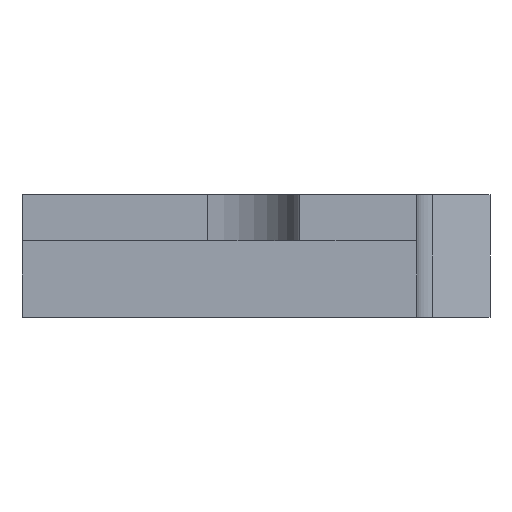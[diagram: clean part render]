
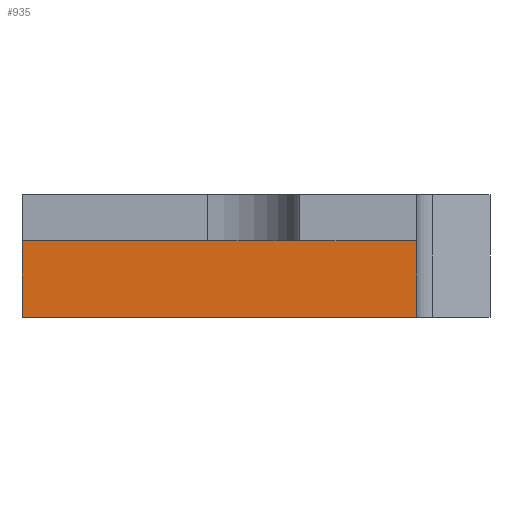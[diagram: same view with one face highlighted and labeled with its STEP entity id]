
A CAD part, front view. The second image highlights one B-rep face of the part: STEP entity #935.
In plain terms, the highlighted planar face has unit normal (0, -1, 0).
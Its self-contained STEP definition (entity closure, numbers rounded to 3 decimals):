
#22 = VERTEX_POINT('',#23);
#23 = CARTESIAN_POINT('',(53.294,-33.182,-8.));
#32 = PLANE('',#33);
#33 = AXIS2_PLACEMENT_3D('',#34,#35,#36);
#34 = CARTESIAN_POINT('',(45.088,-10.716,-8.));
#35 = DIRECTION('',(0.,0.,-1.));
#36 = DIRECTION('',(0.,-1.,0.));
#44 = PLANE('',#45);
#45 = AXIS2_PLACEMENT_3D('',#46,#47,#48);
#46 = CARTESIAN_POINT('',(53.294,-35.692,-2.749));
#47 = DIRECTION('',(1.,0.,0.));
#48 = DIRECTION('',(0.,1.,0.));
#56 = EDGE_CURVE('',#57,#22,#59,.T.);
#57 = VERTEX_POINT('',#58);
#58 = CARTESIAN_POINT('',(27.605,-33.182,-8.));
#59 = SURFACE_CURVE('',#60,(#64,#71),.PCURVE_S1.);
#60 = LINE('',#61,#62);
#61 = CARTESIAN_POINT('',(21.354,-33.182,-8.));
#62 = VECTOR('',#63,1.);
#63 = DIRECTION('',(1.,0.,0.));
#64 = PCURVE('',#32,#65);
#65 = DEFINITIONAL_REPRESENTATION('',(#66),#70);
#66 = LINE('',#67,#68);
#67 = CARTESIAN_POINT('',(22.466,23.734));
#68 = VECTOR('',#69,1.);
#69 = DIRECTION('',(-0.,-1.));
#70 = ( GEOMETRIC_REPRESENTATION_CONTEXT(2) 
PARAMETRIC_REPRESENTATION_CONTEXT() REPRESENTATION_CONTEXT('2D SPACE',''
  ) );
#71 = PCURVE('',#72,#77);
#72 = PLANE('',#73);
#73 = AXIS2_PLACEMENT_3D('',#74,#75,#76);
#74 = CARTESIAN_POINT('',(21.354,-33.182,-8.));
#75 = DIRECTION('',(0.,1.,0.));
#76 = DIRECTION('',(1.,0.,0.));
#77 = DEFINITIONAL_REPRESENTATION('',(#78),#82);
#78 = LINE('',#79,#80);
#79 = CARTESIAN_POINT('',(0.,0.));
#80 = VECTOR('',#81,1.);
#81 = DIRECTION('',(1.,0.));
#82 = ( GEOMETRIC_REPRESENTATION_CONTEXT(2) 
PARAMETRIC_REPRESENTATION_CONTEXT() REPRESENTATION_CONTEXT('2D SPACE',''
  ) );
#100 = PLANE('',#101);
#101 = AXIS2_PLACEMENT_3D('',#102,#103,#104);
#102 = CARTESIAN_POINT('',(27.605,-23.459,-3.627));
#103 = DIRECTION('',(-1.,-0.,-0.));
#104 = DIRECTION('',(0.,0.,-1.));
#836 = VERTEX_POINT('',#837);
#837 = CARTESIAN_POINT('',(53.294,-33.182,-3.));
#851 = PLANE('',#852);
#852 = AXIS2_PLACEMENT_3D('',#853,#854,#855);
#853 = CARTESIAN_POINT('',(41.017,-45.912,-3.));
#854 = DIRECTION('',(0.,0.,-1.));
#855 = DIRECTION('',(0.,-1.,0.));
#862 = EDGE_CURVE('',#22,#836,#863,.T.);
#863 = SURFACE_CURVE('',#864,(#868,#875),.PCURVE_S1.);
#864 = LINE('',#865,#866);
#865 = CARTESIAN_POINT('',(53.294,-33.182,-4.));
#866 = VECTOR('',#867,1.);
#867 = DIRECTION('',(0.,0.,1.));
#868 = PCURVE('',#44,#869);
#869 = DEFINITIONAL_REPRESENTATION('',(#870),#874);
#870 = LINE('',#871,#872);
#871 = CARTESIAN_POINT('',(2.51,-1.251));
#872 = VECTOR('',#873,1.);
#873 = DIRECTION('',(0.,1.));
#874 = ( GEOMETRIC_REPRESENTATION_CONTEXT(2) 
PARAMETRIC_REPRESENTATION_CONTEXT() REPRESENTATION_CONTEXT('2D SPACE',''
  ) );
#875 = PCURVE('',#72,#876);
#876 = DEFINITIONAL_REPRESENTATION('',(#877),#880);
#877 = B_SPLINE_CURVE_WITH_KNOTS('',1,(#878,#879),.UNSPECIFIED.,.F.,.F.,
  (2,2),(-4.5,1.5),.PIECEWISE_BEZIER_KNOTS.);
#878 = CARTESIAN_POINT('',(31.94,0.5));
#879 = CARTESIAN_POINT('',(31.94,-5.5));
#880 = ( GEOMETRIC_REPRESENTATION_CONTEXT(2) 
PARAMETRIC_REPRESENTATION_CONTEXT() REPRESENTATION_CONTEXT('2D SPACE',''
  ) );
#935 = ADVANCED_FACE('',(#936),#72,.F.);
#936 = FACE_BOUND('',#937,.F.);
#937 = EDGE_LOOP('',(#938,#939,#961,#982));
#938 = ORIENTED_EDGE('',*,*,#56,.F.);
#939 = ORIENTED_EDGE('',*,*,#940,.F.);
#940 = EDGE_CURVE('',#941,#57,#943,.T.);
#941 = VERTEX_POINT('',#942);
#942 = CARTESIAN_POINT('',(27.605,-33.182,-3.));
#943 = SURFACE_CURVE('',#944,(#948,#954),.PCURVE_S1.);
#944 = LINE('',#945,#946);
#945 = CARTESIAN_POINT('',(27.605,-33.182,-4.));
#946 = VECTOR('',#947,1.);
#947 = DIRECTION('',(0.,0.,-1.));
#948 = PCURVE('',#72,#949);
#949 = DEFINITIONAL_REPRESENTATION('',(#950),#953);
#950 = B_SPLINE_CURVE_WITH_KNOTS('',1,(#951,#952),.UNSPECIFIED.,.F.,.F.,
  (2,2),(-1.5,4.5),.PIECEWISE_BEZIER_KNOTS.);
#951 = CARTESIAN_POINT('',(6.251,-5.5));
#952 = CARTESIAN_POINT('',(6.251,0.5));
#953 = ( GEOMETRIC_REPRESENTATION_CONTEXT(2) 
PARAMETRIC_REPRESENTATION_CONTEXT() REPRESENTATION_CONTEXT('2D SPACE',''
  ) );
#954 = PCURVE('',#100,#955);
#955 = DEFINITIONAL_REPRESENTATION('',(#956),#960);
#956 = LINE('',#957,#958);
#957 = CARTESIAN_POINT('',(0.373,9.723));
#958 = VECTOR('',#959,1.);
#959 = DIRECTION('',(1.,0.));
#960 = ( GEOMETRIC_REPRESENTATION_CONTEXT(2) 
PARAMETRIC_REPRESENTATION_CONTEXT() REPRESENTATION_CONTEXT('2D SPACE',''
  ) );
#961 = ORIENTED_EDGE('',*,*,#962,.T.);
#962 = EDGE_CURVE('',#941,#836,#963,.T.);
#963 = SURFACE_CURVE('',#964,(#968,#975),.PCURVE_S1.);
#964 = LINE('',#965,#966);
#965 = CARTESIAN_POINT('',(21.354,-33.182,-3.));
#966 = VECTOR('',#967,1.);
#967 = DIRECTION('',(1.,0.,0.));
#968 = PCURVE('',#72,#969);
#969 = DEFINITIONAL_REPRESENTATION('',(#970),#974);
#970 = LINE('',#971,#972);
#971 = CARTESIAN_POINT('',(0.,-5.));
#972 = VECTOR('',#973,1.);
#973 = DIRECTION('',(1.,0.));
#974 = ( GEOMETRIC_REPRESENTATION_CONTEXT(2) 
PARAMETRIC_REPRESENTATION_CONTEXT() REPRESENTATION_CONTEXT('2D SPACE',''
  ) );
#975 = PCURVE('',#851,#976);
#976 = DEFINITIONAL_REPRESENTATION('',(#977),#981);
#977 = LINE('',#978,#979);
#978 = CARTESIAN_POINT('',(-12.73,19.663));
#979 = VECTOR('',#980,1.);
#980 = DIRECTION('',(-0.,-1.));
#981 = ( GEOMETRIC_REPRESENTATION_CONTEXT(2) 
PARAMETRIC_REPRESENTATION_CONTEXT() REPRESENTATION_CONTEXT('2D SPACE',''
  ) );
#982 = ORIENTED_EDGE('',*,*,#862,.F.);
